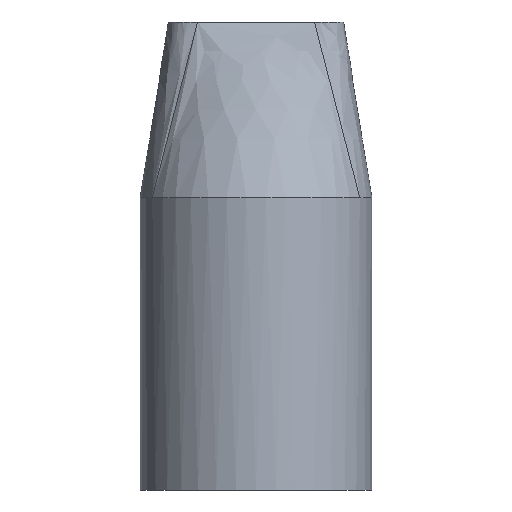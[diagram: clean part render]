
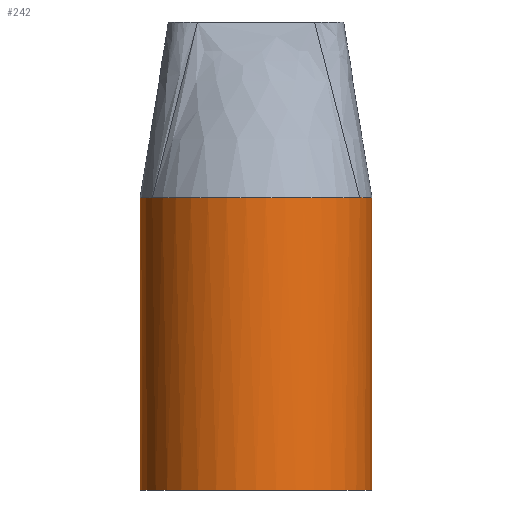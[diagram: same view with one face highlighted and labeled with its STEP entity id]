
A CAD part, front view. The second image highlights one B-rep face of the part: STEP entity #242.
In plain terms, the highlighted cylindrical face has radius 19.825 mm (diameter 39.65 mm), a full revolution.
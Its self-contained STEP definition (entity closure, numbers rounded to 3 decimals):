
#32=CIRCLE('',#281,19.825);
#33=CIRCLE('',#282,19.825);
#34=CIRCLE('',#283,19.825);
#35=CIRCLE('',#284,19.825);
#36=CIRCLE('',#285,19.825);
#37=CIRCLE('',#287,19.825);
#38=CIRCLE('',#288,19.825);
#42=CYLINDRICAL_SURFACE('',#286,19.825);
#54=FACE_OUTER_BOUND('',#69,.T.);
#69=EDGE_LOOP('',(#213,#214,#215,#216,#217,#218,#219,#220,#221));
#87=LINE('',#565,#103);
#103=VECTOR('',#353,19.825);
#120=VERTEX_POINT('',#445);
#121=VERTEX_POINT('',#446);
#122=VERTEX_POINT('',#482);
#123=VERTEX_POINT('',#484);
#124=VERTEX_POINT('',#527);
#125=VERTEX_POINT('',#564);
#126=VERTEX_POINT('',#566);
#148=EDGE_CURVE('',#120,#121,#32,.T.);
#151=EDGE_CURVE('',#121,#122,#33,.T.);
#152=EDGE_CURVE('',#122,#123,#34,.T.);
#154=EDGE_CURVE('',#123,#124,#35,.T.);
#156=EDGE_CURVE('',#124,#120,#36,.T.);
#157=EDGE_CURVE('',#122,#125,#87,.T.);
#158=EDGE_CURVE('',#125,#126,#37,.T.);
#159=EDGE_CURVE('',#126,#125,#38,.T.);
#213=ORIENTED_EDGE('',*,*,#156,.F.);
#214=ORIENTED_EDGE('',*,*,#154,.F.);
#215=ORIENTED_EDGE('',*,*,#152,.F.);
#216=ORIENTED_EDGE('',*,*,#157,.T.);
#217=ORIENTED_EDGE('',*,*,#158,.T.);
#218=ORIENTED_EDGE('',*,*,#159,.T.);
#219=ORIENTED_EDGE('',*,*,#157,.F.);
#220=ORIENTED_EDGE('',*,*,#151,.F.);
#221=ORIENTED_EDGE('',*,*,#148,.F.);
#242=ADVANCED_FACE('',(#54),#42,.T.);
#281=AXIS2_PLACEMENT_3D('',#447,#337,#338);
#282=AXIS2_PLACEMENT_3D('',#483,#341,#342);
#283=AXIS2_PLACEMENT_3D('',#485,#343,#344);
#284=AXIS2_PLACEMENT_3D('',#528,#346,#347);
#285=AXIS2_PLACEMENT_3D('',#562,#349,#350);
#286=AXIS2_PLACEMENT_3D('',#563,#351,#352);
#287=AXIS2_PLACEMENT_3D('',#567,#354,#355);
#288=AXIS2_PLACEMENT_3D('',#568,#356,#357);
#337=DIRECTION('center_axis',(0.,0.,1.));
#338=DIRECTION('ref_axis',(1.,0.,0.));
#341=DIRECTION('center_axis',(0.,0.,1.));
#342=DIRECTION('ref_axis',(1.,0.,0.));
#343=DIRECTION('center_axis',(0.,0.,1.));
#344=DIRECTION('ref_axis',(1.,0.,0.));
#346=DIRECTION('center_axis',(0.,0.,1.));
#347=DIRECTION('ref_axis',(1.,0.,0.));
#349=DIRECTION('center_axis',(0.,0.,1.));
#350=DIRECTION('ref_axis',(1.,0.,0.));
#351=DIRECTION('center_axis',(0.,0.,1.));
#352=DIRECTION('ref_axis',(1.,0.,0.));
#353=DIRECTION('',(0.,0.,-1.));
#354=DIRECTION('center_axis',(0.,0.,1.));
#355=DIRECTION('ref_axis',(1.,0.,0.));
#356=DIRECTION('center_axis',(0.,0.,1.));
#357=DIRECTION('ref_axis',(1.,0.,0.));
#445=CARTESIAN_POINT('',(17.732,8.866,50.));
#446=CARTESIAN_POINT('',(-17.732,8.866,50.));
#447=CARTESIAN_POINT('Origin',(0.,0.,50.));
#482=CARTESIAN_POINT('',(-19.825,0.,50.));
#483=CARTESIAN_POINT('Origin',(0.,0.,50.));
#484=CARTESIAN_POINT('',(-17.732,-8.866,50.));
#485=CARTESIAN_POINT('Origin',(0.,0.,50.));
#527=CARTESIAN_POINT('',(17.732,-8.866,50.));
#528=CARTESIAN_POINT('Origin',(0.,0.,50.));
#562=CARTESIAN_POINT('Origin',(0.,0.,50.));
#563=CARTESIAN_POINT('Origin',(0.,0.,0.));
#564=CARTESIAN_POINT('',(-19.825,0.,0.));
#565=CARTESIAN_POINT('',(-19.825,0.,0.));
#566=CARTESIAN_POINT('',(19.825,0.,0.));
#567=CARTESIAN_POINT('Origin',(0.,0.,0.));
#568=CARTESIAN_POINT('Origin',(0.,0.,0.));
